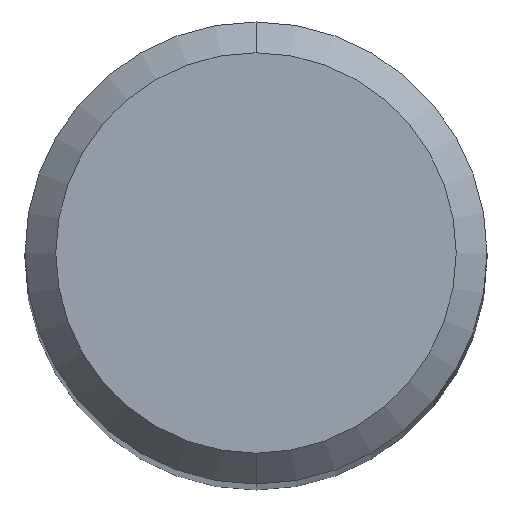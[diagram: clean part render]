
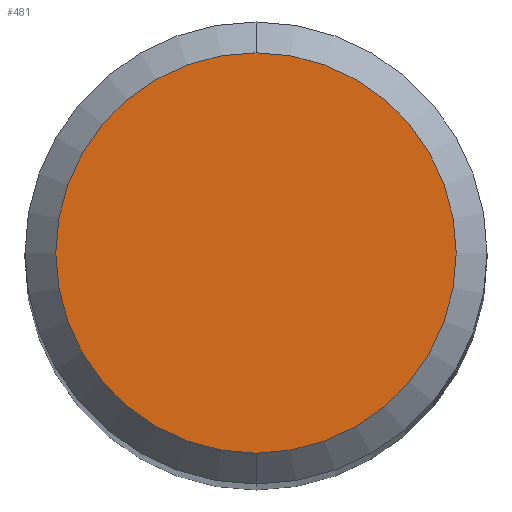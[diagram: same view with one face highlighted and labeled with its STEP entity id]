
A CAD part, top view. The second image highlights one B-rep face of the part: STEP entity #481.
In plain terms, the highlighted planar face has unit normal (0, 0, 1).
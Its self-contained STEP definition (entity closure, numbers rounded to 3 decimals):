
#481=ADVANCED_FACE('',(#1254),#1255,.T.);
#523=EDGE_CURVE('',#877,#635,#1301,.T.);
#635=VERTEX_POINT('',#1421);
#877=VERTEX_POINT('',#1689);
#1101=EDGE_CURVE('',#635,#877,#1927,.T.);
#1254=FACE_OUTER_BOUND('',#3017,.T.);
#1255=PLANE('',#3018);
#1301=CIRCLE('',#3967,2.6);
#1421=CARTESIAN_POINT('',(0.0,2.6,0.0));
#1689=CARTESIAN_POINT('',(0.,-2.6,0.0));
#1927=CIRCLE('',#9571,2.6);
#3017=EDGE_LOOP('',(#9917,#9918));
#3018=AXIS2_PLACEMENT_3D('',#9919,#9920,#9921);
#3967=AXIS2_PLACEMENT_3D('',#9972,#9973,#9974);
#9571=AXIS2_PLACEMENT_3D('',#10606,#10607,#10608);
#9917=ORIENTED_EDGE('',*,*,#1101,.F.);
#9918=ORIENTED_EDGE('',*,*,#523,.F.);
#9919=CARTESIAN_POINT('',(0.0,1.3,0.0));
#9920=DIRECTION('',(-0.0,0.0,1.0));
#9921=DIRECTION('',(0.0,-1.0,0.0));
#9972=CARTESIAN_POINT('',(0.0,0.0,0.0));
#9973=DIRECTION('',(0.0,0.0,-1.0));
#9974=DIRECTION('',(0.0,1.0,0.0));
#10606=CARTESIAN_POINT('',(0.0,0.0,0.0));
#10607=DIRECTION('',(0.0,0.0,-1.0));
#10608=DIRECTION('',(0.0,1.0,0.0));
